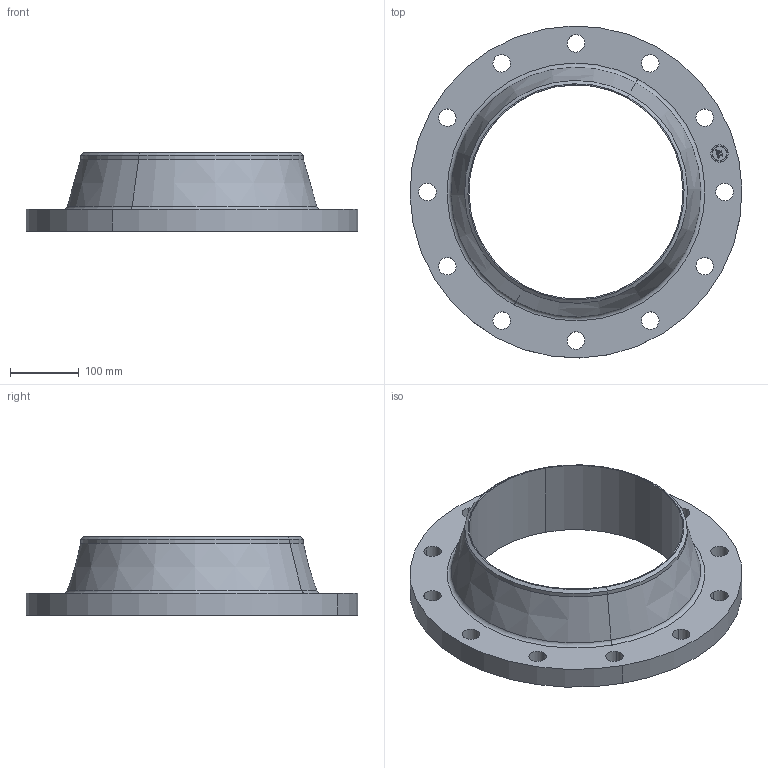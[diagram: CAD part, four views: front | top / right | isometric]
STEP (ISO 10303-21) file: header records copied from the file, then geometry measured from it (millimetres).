
FILE_DESCRIPTION(('3D STEP'),'2;1');
FILE_NAME('12-125-FF-WN-20-B16.1-FLANGE.stp','2013-09-08T17:43:19+00:00',('Texas Flange'),(''),'CATIA Version 5 Release 20 SP 6 (IN-10)','CATIA V5 STEP AP214','800-826-3801');
FILE_SCHEMA(('AUTOMOTIVE_DESIGN { 1 0 10303 214 1 1 1 1 }'));
Length unit declared in the file: inch
Products named in the file (1): 12-125-FF-WN-20-B16.1-FLANGE
Bounding box: 482.47 x 482.47 x 114.3 mm (x, y, z)
Volume: 4519903.5 mm3; surface area: 457391.6 mm2
Topology: 1 solids, 1 shells, 424 faces, 1206 edges, 802 vertices
Faces by surface type: plane 368, cylinder 50, cone 4, torus 2
Entity records: 15931 total; most frequent: ORIENTED_EDGE 2412, CARTESIAN_POINT 2381, DIRECTION 1950, EDGE_CURVE 1206, VECTOR 1098, LINE 1098, VERTEX_POINT 802, AXIS2_PLACEMENT_3D 481
